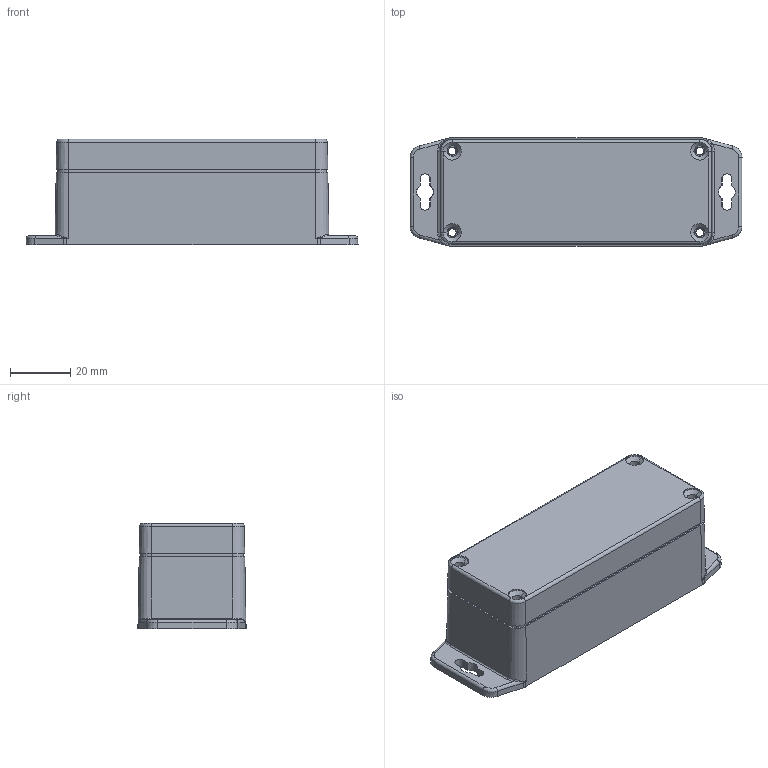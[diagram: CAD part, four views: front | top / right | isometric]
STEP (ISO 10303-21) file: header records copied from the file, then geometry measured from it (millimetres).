
FILE_DESCRIPTION (( 'STEP AP214' ), '1' );
FILE_NAME ('G102MF 25X35X90.STEP', '2010-10-26T06:34:56', ( 'NEF User' ), ( 'NEF User' ), 'SwSTEP 2.0', 'SolidWorks 2010', '' );
FILE_SCHEMA (( 'AUTOMOTIVE_DESIGN' ));
Length unit declared in the file: millimetre
Products named in the file (1): G102MF 25X35X90
Bounding box: 110 x 35.84 x 35 mm (x, y, z)
Volume: 43506.5 mm3; surface area: 32698.6 mm2
Topology: 6 solids, 6 shells, 304 faces, 754 edges, 476 vertices
Faces by surface type: cylinder 116, plane 82, cone 78, bspline 28
Entity records: 11009 total; most frequent: CARTESIAN_POINT 3567, DIRECTION 1608, ORIENTED_EDGE 1500, EDGE_CURVE 750, AXIS2_PLACEMENT_3D 641, VERTEX_POINT 476, CIRCLE 364, EDGE_LOOP 350
